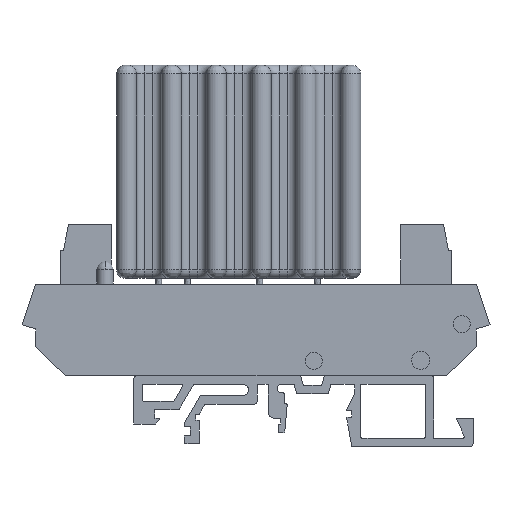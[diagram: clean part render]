
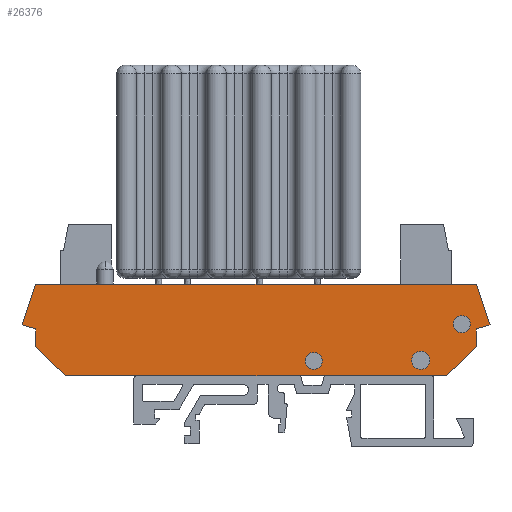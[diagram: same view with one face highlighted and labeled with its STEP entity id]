
A CAD part, left-side view. The second image highlights one B-rep face of the part: STEP entity #26376.
In plain terms, the highlighted planar face has unit normal (-1, 0, 0).
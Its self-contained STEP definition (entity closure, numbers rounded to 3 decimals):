
#1855=CARTESIAN_POINT('',(-12.7,-35.2,15.3));
#1856=VERTEX_POINT('',#1855);
#1872=CARTESIAN_POINT('',(-12.7,-38.2,15.3));
#1873=VERTEX_POINT('',#1872);
#1880=CARTESIAN_POINT('',(-12.7,-36.7,15.3));
#1881=DIRECTION('',(1.0,0.0,0.0));
#1882=DIRECTION('',(0.0,-1.0,0.0));
#1883=AXIS2_PLACEMENT_3D('',#1880,#1881,#1882);
#1884=CIRCLE('',#1883,1.5);
#1885=EDGE_CURVE('',#1856,#1873,#1884,.T.);
#1897=CARTESIAN_POINT('',(-12.7,-27.85,8.9));
#1898=VERTEX_POINT('',#1897);
#1914=CARTESIAN_POINT('',(-12.7,-31.05,8.9));
#1915=VERTEX_POINT('',#1914);
#1922=CARTESIAN_POINT('',(-12.7,-29.45,8.9));
#1923=DIRECTION('',(1.0,0.0,0.0));
#1924=DIRECTION('',(0.0,-1.0,0.0));
#1925=AXIS2_PLACEMENT_3D('',#1922,#1923,#1924);
#1926=CIRCLE('',#1925,1.6);
#1927=EDGE_CURVE('',#1898,#1915,#1926,.T.);
#1939=CARTESIAN_POINT('',(-12.7,-9.1,8.8));
#1940=VERTEX_POINT('',#1939);
#1956=CARTESIAN_POINT('',(-12.7,-12.1,8.8));
#1957=VERTEX_POINT('',#1956);
#1964=CARTESIAN_POINT('',(-12.7,-10.6,8.8));
#1965=DIRECTION('',(1.0,0.0,0.0));
#1966=DIRECTION('',(0.0,-1.0,0.0));
#1967=AXIS2_PLACEMENT_3D('',#1964,#1965,#1966);
#1968=CIRCLE('',#1967,1.5);
#1969=EDGE_CURVE('',#1940,#1957,#1968,.T.);
#25773=CARTESIAN_POINT('',(-12.7,-10.6,8.8));
#25774=DIRECTION('',(1.0,0.0,0.0));
#25775=DIRECTION('',(0.0,-1.0,0.0));
#25776=AXIS2_PLACEMENT_3D('',#25773,#25774,#25775);
#25777=CIRCLE('',#25776,1.5);
#25778=EDGE_CURVE('',#1957,#1940,#25777,.T.);
#25791=CARTESIAN_POINT('',(-12.7,-29.45,8.9));
#25792=DIRECTION('',(1.0,0.0,0.0));
#25793=DIRECTION('',(0.0,-1.0,0.0));
#25794=AXIS2_PLACEMENT_3D('',#25791,#25792,#25793);
#25795=CIRCLE('',#25794,1.6);
#25796=EDGE_CURVE('',#1915,#1898,#25795,.T.);
#25809=CARTESIAN_POINT('',(-12.7,-36.7,15.3));
#25810=DIRECTION('',(1.0,0.0,0.0));
#25811=DIRECTION('',(0.0,-1.0,0.0));
#25812=AXIS2_PLACEMENT_3D('',#25809,#25810,#25811);
#25813=CIRCLE('',#25812,1.5);
#25814=EDGE_CURVE('',#1873,#1856,#25813,.T.);
#25859=CARTESIAN_POINT('',(-12.7,-33.946,6.2));
#25860=VERTEX_POINT('',#25859);
#25875=CARTESIAN_POINT('',(-12.7,-39.25,11.3));
#25876=VERTEX_POINT('',#25875);
#25883=CARTESIAN_POINT('',(-12.7,-33.946,6.2));
#25884=DIRECTION('',(0.,-0.721,0.693));
#25885=VECTOR('',#25884,7.358);
#25886=LINE('',#25883,#25885);
#25887=EDGE_CURVE('',#25860,#25876,#25886,.T.);
#25899=CARTESIAN_POINT('',(-12.7,-39.25,14.442));
#25900=VERTEX_POINT('',#25899);
#25907=CARTESIAN_POINT('',(-12.7,-39.25,11.3));
#25908=DIRECTION('',(0.0,0.0,1.0));
#25909=VECTOR('',#25908,3.142);
#25910=LINE('',#25907,#25909);
#25911=EDGE_CURVE('',#25876,#25900,#25910,.T.);
#25930=CARTESIAN_POINT('',(-12.7,40.75,15.143));
#25931=VERTEX_POINT('',#25930);
#25946=CARTESIAN_POINT('',(-12.7,38.35,14.442));
#25947=VERTEX_POINT('',#25946);
#25954=CARTESIAN_POINT('',(-12.7,40.75,15.143));
#25955=DIRECTION('',(0.,-0.96,-0.281));
#25956=VECTOR('',#25955,2.5);
#25957=LINE('',#25954,#25956);
#25958=EDGE_CURVE('',#25931,#25947,#25957,.T.);
#25977=CARTESIAN_POINT('',(-12.7,38.35,11.3));
#25978=VERTEX_POINT('',#25977);
#25985=CARTESIAN_POINT('',(-12.7,38.35,14.442));
#25986=DIRECTION('',(0.0,0.0,-1.0));
#25987=VECTOR('',#25986,3.142);
#25988=LINE('',#25985,#25987);
#25989=EDGE_CURVE('',#25947,#25978,#25988,.T.);
#26008=CARTESIAN_POINT('',(-12.7,33.046,6.2));
#26009=VERTEX_POINT('',#26008);
#26016=CARTESIAN_POINT('',(-12.7,38.35,11.3));
#26017=DIRECTION('',(0.,-0.721,-0.693));
#26018=VECTOR('',#26017,7.358);
#26019=LINE('',#26016,#26018);
#26020=EDGE_CURVE('',#25978,#26009,#26019,.T.);
#26031=CARTESIAN_POINT('',(-12.7,33.046,6.2));
#26032=DIRECTION('',(0.0,-1.0,0.0));
#26033=VECTOR('',#26032,66.992);
#26034=LINE('',#26031,#26033);
#26035=EDGE_CURVE('',#26009,#25860,#26034,.T.);
#26127=CARTESIAN_POINT('',(-12.7,-41.65,15.143));
#26128=VERTEX_POINT('',#26127);
#26135=CARTESIAN_POINT('',(-12.7,-39.25,14.442));
#26136=DIRECTION('',(0.0,-0.96,0.281));
#26137=VECTOR('',#26136,2.5);
#26138=LINE('',#26135,#26137);
#26139=EDGE_CURVE('',#25900,#26128,#26138,.T.);
#26298=CARTESIAN_POINT('',(-12.7,38.35,22.3));
#26299=VERTEX_POINT('',#26298);
#26300=CARTESIAN_POINT('',(-12.7,40.75,15.143));
#26301=DIRECTION('',(0.,-0.318,0.948));
#26302=VECTOR('',#26301,7.549);
#26303=LINE('',#26300,#26302);
#26304=EDGE_CURVE('',#26299,#25931,#26303,.F.);
#26335=CARTESIAN_POINT('',(-12.7,-0.65,13.519));
#26336=DIRECTION('',(-1.0,0.0,0.0));
#26337=DIRECTION('',(0.0,0.0,1.0));
#26338=AXIS2_PLACEMENT_3D('',#26335,#26336,#26337);
#26339=PLANE('',#26338);
#26340=CARTESIAN_POINT('',(-12.7,-39.25,22.3));
#26341=VERTEX_POINT('',#26340);
#26342=CARTESIAN_POINT('',(-12.7,-41.65,15.143));
#26343=DIRECTION('',(0.,0.318,0.948));
#26344=VECTOR('',#26343,7.549);
#26345=LINE('',#26342,#26344);
#26346=EDGE_CURVE('',#26128,#26341,#26345,.T.);
#26347=ORIENTED_EDGE('',*,*,#26346,.T.);
#26348=CARTESIAN_POINT('',(-12.7,-39.25,22.3));
#26349=DIRECTION('',(0.0,1.0,0.0));
#26350=VECTOR('',#26349,77.6);
#26351=LINE('',#26348,#26350);
#26352=EDGE_CURVE('',#26341,#26299,#26351,.T.);
#26353=ORIENTED_EDGE('',*,*,#26352,.T.);
#26354=ORIENTED_EDGE('',*,*,#26304,.T.);
#26355=ORIENTED_EDGE('',*,*,#25958,.T.);
#26356=ORIENTED_EDGE('',*,*,#25989,.T.);
#26357=ORIENTED_EDGE('',*,*,#26020,.T.);
#26358=ORIENTED_EDGE('',*,*,#26035,.T.);
#26359=ORIENTED_EDGE('',*,*,#25887,.T.);
#26360=ORIENTED_EDGE('',*,*,#25911,.T.);
#26361=ORIENTED_EDGE('',*,*,#26139,.T.);
#26362=EDGE_LOOP('',(#26347,#26353,#26354,#26355,#26356,#26357,#26358,#26359,#26360,#26361));
#26363=FACE_OUTER_BOUND('',#26362,.T.);
#26364=ORIENTED_EDGE('',*,*,#25814,.T.);
#26365=ORIENTED_EDGE('',*,*,#1885,.T.);
#26366=EDGE_LOOP('',(#26364,#26365));
#26367=FACE_BOUND('',#26366,.T.);
#26368=ORIENTED_EDGE('',*,*,#25796,.T.);
#26369=ORIENTED_EDGE('',*,*,#1927,.T.);
#26370=EDGE_LOOP('',(#26368,#26369));
#26371=FACE_BOUND('',#26370,.T.);
#26372=ORIENTED_EDGE('',*,*,#25778,.T.);
#26373=ORIENTED_EDGE('',*,*,#1969,.T.);
#26374=EDGE_LOOP('',(#26372,#26373));
#26375=FACE_BOUND('',#26374,.T.);
#26376=ADVANCED_FACE('',(#26363,#26367,#26371,#26375),#26339,.T.);
